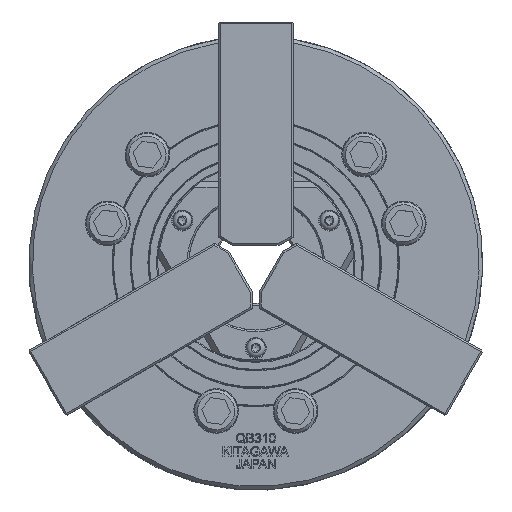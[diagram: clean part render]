
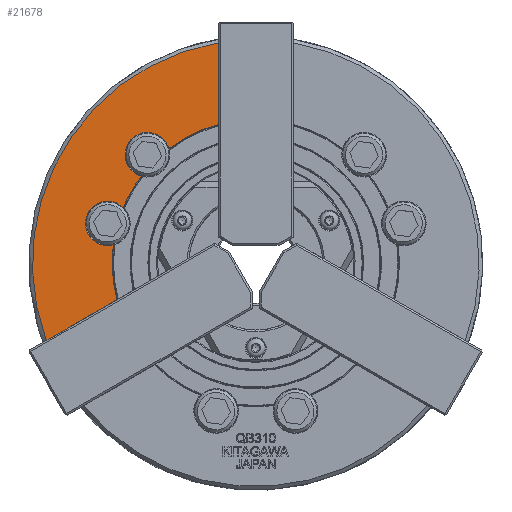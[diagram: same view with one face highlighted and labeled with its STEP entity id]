
A CAD part, top view. The second image highlights one B-rep face of the part: STEP entity #21678.
In plain terms, the highlighted planar face has unit normal (0, 0, 1).
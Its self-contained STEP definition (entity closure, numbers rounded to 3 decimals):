
#733=CIRCLE('',#23216,125.);
#792=CIRCLE('',#23304,12.5);
#796=CIRCLE('',#23311,12.5);
#892=CIRCLE('',#23458,80.4);
#902=CIRCLE('',#23480,80.4);
#903=CIRCLE('',#23481,80.4);
#3388=ORIENTED_EDGE('',*,*,#8945,.T.);
#3389=ORIENTED_EDGE('',*,*,#8703,.T.);
#3390=ORIENTED_EDGE('',*,*,#8885,.F.);
#3391=ORIENTED_EDGE('',*,*,#8995,.T.);
#3392=ORIENTED_EDGE('',*,*,#8769,.T.);
#3393=ORIENTED_EDGE('',*,*,#9005,.T.);
#3394=ORIENTED_EDGE('',*,*,#8777,.T.);
#3395=ORIENTED_EDGE('',*,*,#9006,.T.);
#8703=EDGE_CURVE('',#11646,#11644,#733,.T.);
#8769=EDGE_CURVE('',#11717,#11716,#792,.T.);
#8777=EDGE_CURVE('',#11725,#11724,#796,.T.);
#8885=EDGE_CURVE('',#11801,#11644,#13799,.T.);
#8945=EDGE_CURVE('',#11832,#11646,#13837,.T.);
#8995=EDGE_CURVE('',#11801,#11717,#892,.T.);
#9005=EDGE_CURVE('',#11716,#11725,#902,.T.);
#9006=EDGE_CURVE('',#11724,#11832,#903,.T.);
#11644=VERTEX_POINT('',#34204);
#11646=VERTEX_POINT('',#34207);
#11716=VERTEX_POINT('',#34658);
#11717=VERTEX_POINT('',#34660);
#11724=VERTEX_POINT('',#34689);
#11725=VERTEX_POINT('',#34691);
#11801=VERTEX_POINT('',#34951);
#11832=VERTEX_POINT('',#35054);
#13799=LINE('',#34952,#15757);
#13837=LINE('',#35053,#15795);
#15757=VECTOR('',#26485,1000.);
#15795=VECTOR('',#26589,1000.);
#17626=EDGE_LOOP('',(#3388,#3389,#3390,#3391,#3392,#3393,#3394,#3395));
#19286=FACE_BOUND('',#17626,.T.);
#20732=PLANE('',#23479);
#21678=ADVANCED_FACE('',(#19286),#20732,.F.);
#23216=AXIS2_PLACEMENT_3D('',#34206,#26103,#26104);
#23304=AXIS2_PLACEMENT_3D('',#34659,#26279,#26280);
#23311=AXIS2_PLACEMENT_3D('',#34690,#26293,#26294);
#23458=AXIS2_PLACEMENT_3D('',#35137,#26692,#26693);
#23479=AXIS2_PLACEMENT_3D('',#35159,#26734,#26735);
#23480=AXIS2_PLACEMENT_3D('',#35160,#26736,#26737);
#23481=AXIS2_PLACEMENT_3D('',#35161,#26738,#26739);
#26103=DIRECTION('',(0.,0.,1.));
#26104=DIRECTION('',(-1.,0.,0.));
#26279=DIRECTION('',(0.,0.,-1.));
#26280=DIRECTION('',(0.5,0.866,0.));
#26293=DIRECTION('',(0.,0.,-1.));
#26294=DIRECTION('',(0.5,0.866,0.));
#26485=DIRECTION('',(-0.866,-0.5,0.));
#26589=DIRECTION('',(0.,1.,0.));
#26692=DIRECTION('',(0.,0.,-1.));
#26693=DIRECTION('',(-1.,0.,0.));
#26734=DIRECTION('',(0.,0.,-1.));
#26735=DIRECTION('',(-1.,0.,0.));
#26736=DIRECTION('',(0.,0.,-1.));
#26737=DIRECTION('',(-1.,0.,0.));
#26738=DIRECTION('',(0.,0.,-1.));
#26739=DIRECTION('',(-1.,0.,0.));
#34204=CARTESIAN_POINT('',(-117.215,-43.425,0.));
#34206=CARTESIAN_POINT('',(0.,0.,0.));
#34207=CARTESIAN_POINT('',(-21.,123.223,0.));
#34658=CARTESIAN_POINT('',(-74.112,31.17,0.));
#34659=CARTESIAN_POINT('',(-82.804,22.187,0.));
#34660=CARTESIAN_POINT('',(-79.768,10.062,0.));
#34689=CARTESIAN_POINT('',(-48.598,64.05,0.));
#34690=CARTESIAN_POINT('',(-60.617,60.617,0.));
#34691=CARTESIAN_POINT('',(-64.05,48.598,0.));
#34951=CARTESIAN_POINT('',(-77.711,-20.618,0.));
#34952=CARTESIAN_POINT('',(-32.151,5.687,0.));
#35053=CARTESIAN_POINT('',(-21.,25.,0.));
#35054=CARTESIAN_POINT('',(-21.,77.609,0.));
#35137=CARTESIAN_POINT('',(0.,0.,0.));
#35159=CARTESIAN_POINT('',(55.,0.,0.));
#35160=CARTESIAN_POINT('',(0.,0.,0.));
#35161=CARTESIAN_POINT('',(0.,0.,0.));
